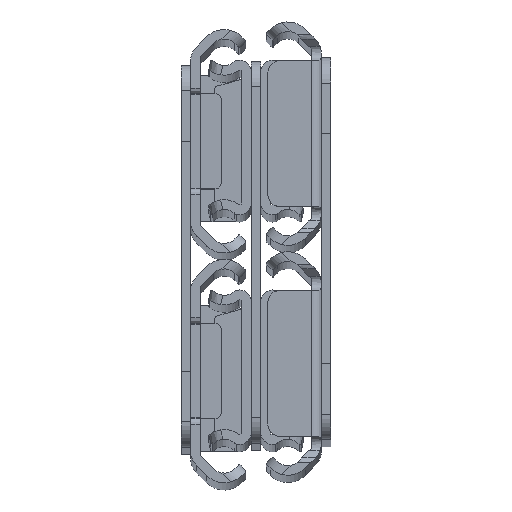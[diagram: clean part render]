
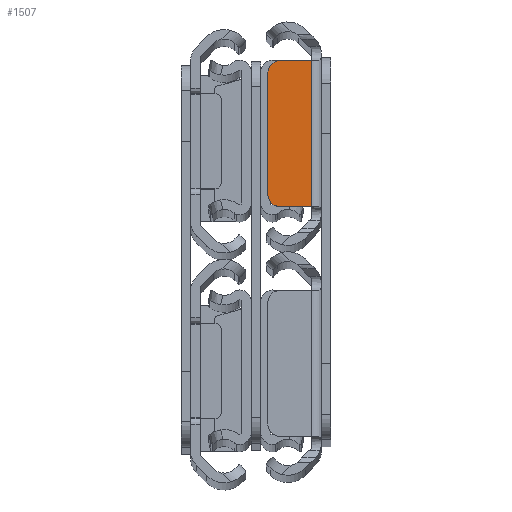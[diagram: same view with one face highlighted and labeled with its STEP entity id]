
A CAD part, top view. The second image highlights one B-rep face of the part: STEP entity #1507.
In plain terms, the highlighted face is planar.
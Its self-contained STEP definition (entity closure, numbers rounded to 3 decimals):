
#612 = CARTESIAN_POINT ( 'NONE',  ( 6.9, -11.5, -660.4 ) ) ;
#615 = DIRECTION ( 'NONE',  ( 1., 0., 0. ) ) ;
#842 = EDGE_CURVE ( 'NONE', #1809, #4757, #4942, .T. ) ;
#1070 = VERTEX_POINT ( 'NONE', #3950 ) ;
#1133 = CARTESIAN_POINT ( 'NONE',  ( 0., 11.5, -660.4 ) ) ;
#1156 = DIRECTION ( 'NONE',  ( 0., 1., 0. ) ) ;
#1242 = VECTOR ( 'NONE', #6857, 1000. ) ;
#1304 = CIRCLE ( 'NONE', #8264, 2. ) ;
#1379 = FACE_OUTER_BOUND ( 'NONE', #3505, .T. ) ;
#1507 = ADVANCED_FACE ( 'NONE', ( #1379 ), #6354, .F. ) ;
#1808 = DIRECTION ( 'NONE',  ( 0., 1., 0. ) ) ;
#1809 = VERTEX_POINT ( 'NONE', #2886 ) ;
#1813 = DIRECTION ( 'NONE',  ( 0., 0., -1. ) ) ;
#1881 = CARTESIAN_POINT ( 'NONE',  ( 6.9, -9.5, -660.4 ) ) ;
#2159 = CARTESIAN_POINT ( 'NONE',  ( 0., -11.5, -660.4 ) ) ;
#2327 = ORIENTED_EDGE ( 'NONE', *, *, #3757, .T. ) ;
#2349 = DIRECTION ( 'NONE',  ( 1., 0., 0. ) ) ;
#2359 = EDGE_CURVE ( 'NONE', #4757, #4685, #3779, .T. ) ;
#2395 = DIRECTION ( 'NONE',  ( 1., 0., 0. ) ) ;
#2432 = CARTESIAN_POINT ( 'NONE',  ( 1.5, 11.5, -660.4 ) ) ;
#2535 = CARTESIAN_POINT ( 'NONE',  ( 6.9, 9.5, -660.4 ) ) ;
#2886 = CARTESIAN_POINT ( 'NONE',  ( 4.9, -11.5, -660.4 ) ) ;
#3476 = ORIENTED_EDGE ( 'NONE', *, *, #6685, .T. ) ;
#3505 = EDGE_LOOP ( 'NONE', ( #4055, #6464, #2327, #4389, #7538, #3476 ) ) ;
#3757 = EDGE_CURVE ( 'NONE', #4685, #1070, #4949, .T. ) ;
#3779 = LINE ( 'NONE', #1133, #7357 ) ;
#3950 = CARTESIAN_POINT ( 'NONE',  ( 4.9, 11.5, -660.4 ) ) ;
#4012 = VECTOR ( 'NONE', #2395, 1000. ) ;
#4055 = ORIENTED_EDGE ( 'NONE', *, *, #842, .T. ) ;
#4136 = VERTEX_POINT ( 'NONE', #2535 ) ;
#4239 = AXIS2_PLACEMENT_3D ( 'NONE', #4837, #1813, #5575 ) ;
#4389 = ORIENTED_EDGE ( 'NONE', *, *, #6681, .T. ) ;
#4587 = CARTESIAN_POINT ( 'NONE',  ( 0., 11.5, -660.4 ) ) ;
#4685 = VERTEX_POINT ( 'NONE', #4587 ) ;
#4757 = VERTEX_POINT ( 'NONE', #2159 ) ;
#4837 = CARTESIAN_POINT ( 'NONE',  ( 4.9, -9.5, -660.4 ) ) ;
#4942 = LINE ( 'NONE', #8173, #1242 ) ;
#4949 = LINE ( 'NONE', #2432, #4012 ) ;
#5055 = LINE ( 'NONE', #612, #6225 ) ;
#5141 = DIRECTION ( 'NONE',  ( 0., 0., 1. ) ) ;
#5190 = CARTESIAN_POINT ( 'NONE',  ( 1.5, 12.665, -660.4 ) ) ;
#5575 = DIRECTION ( 'NONE',  ( 1., 0., 0. ) ) ;
#5868 = EDGE_CURVE ( 'NONE', #7760, #4136, #5055, .T. ) ;
#6174 = CARTESIAN_POINT ( 'NONE',  ( 4.9, 9.5, -660.4 ) ) ;
#6225 = VECTOR ( 'NONE', #1156, 1000. ) ;
#6354 = PLANE ( 'NONE',  #6886 ) ;
#6464 = ORIENTED_EDGE ( 'NONE', *, *, #2359, .T. ) ;
#6652 = CIRCLE ( 'NONE', #4239, 2. ) ;
#6681 = EDGE_CURVE ( 'NONE', #1070, #4136, #1304, .T. ) ;
#6685 = EDGE_CURVE ( 'NONE', #7760, #1809, #6652, .T. ) ;
#6857 = DIRECTION ( 'NONE',  ( -1., 0., 0. ) ) ;
#6886 = AXIS2_PLACEMENT_3D ( 'NONE', #5190, #5141, #615 ) ;
#7357 = VECTOR ( 'NONE', #1808, 1000. ) ;
#7538 = ORIENTED_EDGE ( 'NONE', *, *, #5868, .F. ) ;
#7551 = DIRECTION ( 'NONE',  ( 0., 0., -1. ) ) ;
#7760 = VERTEX_POINT ( 'NONE', #1881 ) ;
#8173 = CARTESIAN_POINT ( 'NONE',  ( 1.5, -11.5, -660.4 ) ) ;
#8264 = AXIS2_PLACEMENT_3D ( 'NONE', #6174, #7551, #2349 ) ;
